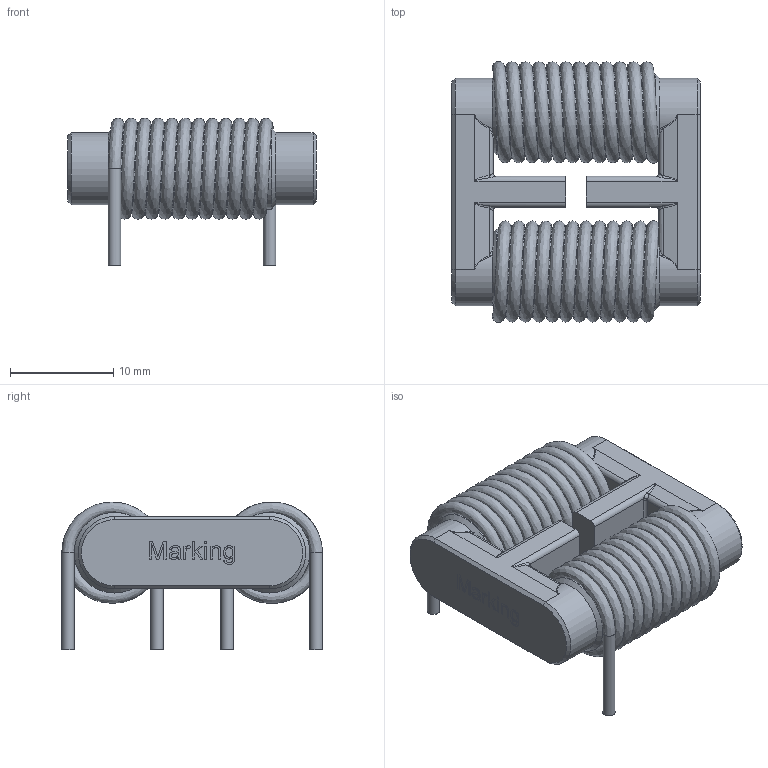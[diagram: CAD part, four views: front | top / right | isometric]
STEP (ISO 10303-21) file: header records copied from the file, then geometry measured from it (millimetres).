
FILE_DESCRIPTION(/* description */ ('Unknown'),/* implementation_level */ '2;1');
FILE_NAME(/* name */ 'L_Wurth_WE-LPCC_7448680120',/* time_stamp */ '2025-09-05T10:19:34+08:00',/* author */ ('Unknown'),/* organization */ ('Unknown'),/* preprocessor_version */ 'ST-DEVELOPER v19.4',/* originating_system */ 'Solid Edge',/* authorisation */ 'Unknown');
FILE_SCHEMA (('AUTOMOTIVE_DESIGN {1 0 10303 214 3 1 1}'));
Length unit declared in the file: millimetre
Products named in the file (2): L_Wurth_WE-LPCC_7448680120
Assembly tree (1 placements, depth 2):
  L_Wurth_WE-LPCC_7448680120
    L_Wurth_WE-LPCC_7448680120
Bounding box: 24.01 x 25.21 x 14.3 mm (x, y, z)
Volume: 3690.7 mm3; surface area: 5939.1 mm2
Topology: 14 solids, 14 shells, 202 faces, 472 edges, 298 vertices
Faces by surface type: plane 102, bspline 47, cylinder 33, torus 12, cone 8
Full cylindrical faces by diameter (mm): 1.21 x4, 7 x6, 7.8 x2
Entity records: 8649 total; most frequent: CARTESIAN_POINT 4380, ORIENTED_EDGE 890, DIRECTION 689, EDGE_CURVE 445, VERTEX_POINT 290, AXIS2_PLACEMENT_3D 277, EDGE_LOOP 229, FACE_BOUND 229
